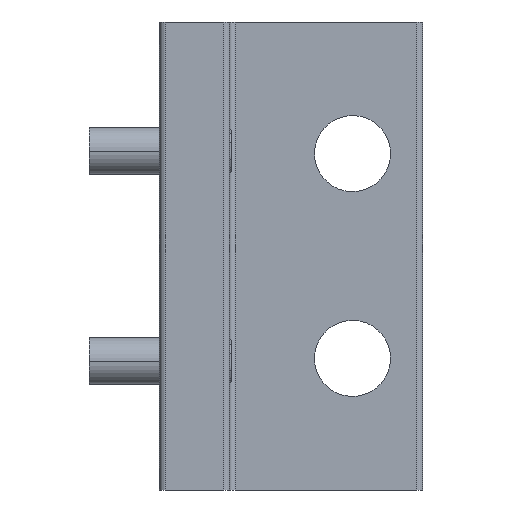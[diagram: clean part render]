
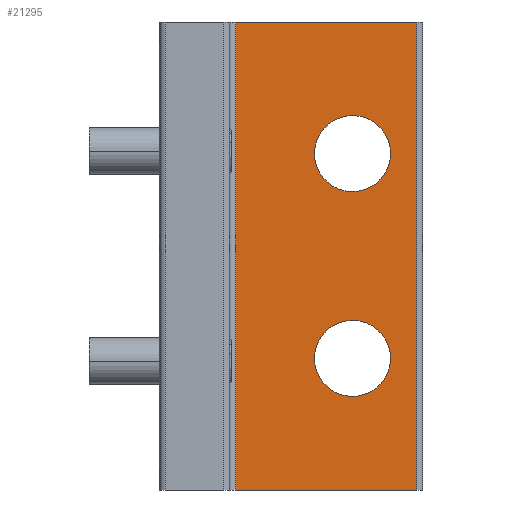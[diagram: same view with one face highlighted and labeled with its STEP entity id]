
A CAD part, left-side view. The second image highlights one B-rep face of the part: STEP entity #21295.
In plain terms, the highlighted planar face has unit normal (-1, 0, 0).
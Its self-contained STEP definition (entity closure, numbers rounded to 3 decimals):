
#21200=AXIS2_PLACEMENT_3D('Circle Axis2P3D',#21198,#21199,$) ;
#21224=AXIS2_PLACEMENT_3D('Circle Axis2P3D',#21222,#21223,$) ;
#21237=AXIS2_PLACEMENT_3D('Plane Axis2P3D',#21234,#21235,#21236) ;
#21279=AXIS2_PLACEMENT_3D('Circle Axis2P3D',#21277,#21278,$) ;
#21288=AXIS2_PLACEMENT_3D('Circle Axis2P3D',#21286,#21287,$) ;
#21195=CARTESIAN_POINT('Vertex',(-264.5,-388.704,267.616)) ;
#21198=CARTESIAN_POINT('Axis2P3D Location',(-264.5,-383.,264.5)) ;
#21202=CARTESIAN_POINT('Vertex',(-264.5,-377.296,261.384)) ;
#21222=CARTESIAN_POINT('Axis2P3D Location',(-264.5,-383.,264.5)) ;
#21234=CARTESIAN_POINT('Axis2P3D Location',(-264.5,-362.,247.)) ;
#21239=CARTESIAN_POINT('Line Origine',(-264.5,-363.,247.)) ;
#21243=CARTESIAN_POINT('Vertex',(-264.5,-363.,207.)) ;
#21245=CARTESIAN_POINT('Vertex',(-264.5,-363.,287.)) ;
#21248=CARTESIAN_POINT('Line Origine',(-264.5,-378.5,207.)) ;
#21252=CARTESIAN_POINT('Vertex',(-264.5,-394.,207.)) ;
#21255=CARTESIAN_POINT('Line Origine',(-264.5,-394.,247.)) ;
#21259=CARTESIAN_POINT('Vertex',(-264.5,-394.,287.)) ;
#21262=CARTESIAN_POINT('Line Origine',(-264.5,-378.5,287.)) ;
#21277=CARTESIAN_POINT('Axis2P3D Location',(-264.5,-383.,229.5)) ;
#21281=CARTESIAN_POINT('Vertex',(-264.5,-377.296,226.384)) ;
#21283=CARTESIAN_POINT('Vertex',(-264.5,-388.704,232.616)) ;
#21286=CARTESIAN_POINT('Axis2P3D Location',(-264.5,-383.,229.5)) ;
#21199=DIRECTION('Axis2P3D Direction',(-1.,0.,0.)) ;
#21223=DIRECTION('Axis2P3D Direction',(-1.,0.,0.)) ;
#21235=DIRECTION('Axis2P3D Direction',(1.,0.,0.)) ;
#21236=DIRECTION('Axis2P3D XDirection',(0.,-1.,0.)) ;
#21240=DIRECTION('Vector Direction',(0.,0.,-1.)) ;
#21249=DIRECTION('Vector Direction',(0.,-1.,0.)) ;
#21256=DIRECTION('Vector Direction',(0.,0.,-1.)) ;
#21263=DIRECTION('Vector Direction',(0.,-1.,0.)) ;
#21278=DIRECTION('Axis2P3D Direction',(1.,0.,0.)) ;
#21287=DIRECTION('Axis2P3D Direction',(1.,0.,0.)) ;
#21241=VECTOR('Line Direction',#21240,1.) ;
#21250=VECTOR('Line Direction',#21249,1.) ;
#21257=VECTOR('Line Direction',#21256,1.) ;
#21264=VECTOR('Line Direction',#21263,1.) ;
#21268=ORIENTED_EDGE('',*,*,#21247,.F.) ;
#21269=ORIENTED_EDGE('',*,*,#21254,.F.) ;
#21270=ORIENTED_EDGE('',*,*,#21261,.F.) ;
#21271=ORIENTED_EDGE('',*,*,#21266,.T.) ;
#21274=ORIENTED_EDGE('',*,*,#21226,.F.) ;
#21275=ORIENTED_EDGE('',*,*,#21204,.F.) ;
#21292=ORIENTED_EDGE('',*,*,#21285,.F.) ;
#21293=ORIENTED_EDGE('',*,*,#21290,.F.) ;
#21276=FACE_BOUND('',#21273,.T.) ;
#21294=FACE_BOUND('',#21291,.T.) ;
#21295=ADVANCED_FACE('RA4624001_1PA_001_04_TERMINALE_POSTERIORE_A.14\\PartBody',(#21272,#21276,#21294),#21238,.F.) ;
#21201=CIRCLE('generated circle',#21200,6.5) ;
#21225=CIRCLE('generated circle',#21224,6.5) ;
#21280=CIRCLE('generated circle',#21279,6.5) ;
#21289=CIRCLE('generated circle',#21288,6.5) ;
#21204=EDGE_CURVE('',#21196,#21203,#21201,.T.) ;
#21226=EDGE_CURVE('',#21203,#21196,#21225,.T.) ;
#21247=EDGE_CURVE('',#21244,#21246,#21242,.F.) ;
#21254=EDGE_CURVE('',#21253,#21244,#21251,.F.) ;
#21261=EDGE_CURVE('',#21260,#21253,#21258,.T.) ;
#21266=EDGE_CURVE('',#21260,#21246,#21265,.F.) ;
#21285=EDGE_CURVE('',#21282,#21284,#21280,.F.) ;
#21290=EDGE_CURVE('',#21284,#21282,#21289,.F.) ;
#21267=EDGE_LOOP('',(#21268,#21269,#21270,#21271)) ;
#21273=EDGE_LOOP('',(#21274,#21275)) ;
#21291=EDGE_LOOP('',(#21292,#21293)) ;
#21272=FACE_OUTER_BOUND('',#21267,.T.) ;
#21242=LINE('Line',#21239,#21241) ;
#21251=LINE('Line',#21248,#21250) ;
#21258=LINE('Line',#21255,#21257) ;
#21265=LINE('Line',#21262,#21264) ;
#21238=PLANE('',#21237) ;
#21196=VERTEX_POINT('',#21195) ;
#21203=VERTEX_POINT('',#21202) ;
#21244=VERTEX_POINT('',#21243) ;
#21246=VERTEX_POINT('',#21245) ;
#21253=VERTEX_POINT('',#21252) ;
#21260=VERTEX_POINT('',#21259) ;
#21282=VERTEX_POINT('',#21281) ;
#21284=VERTEX_POINT('',#21283) ;
